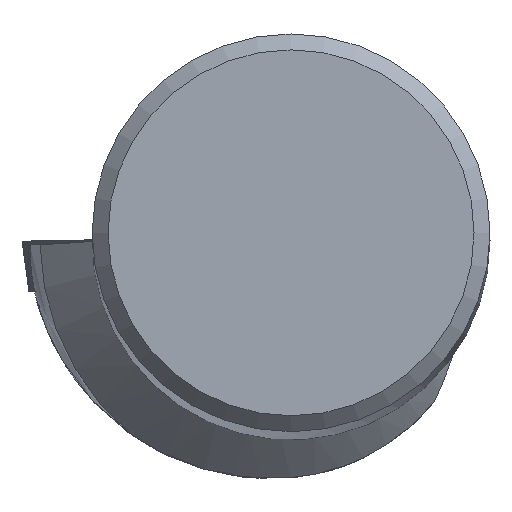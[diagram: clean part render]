
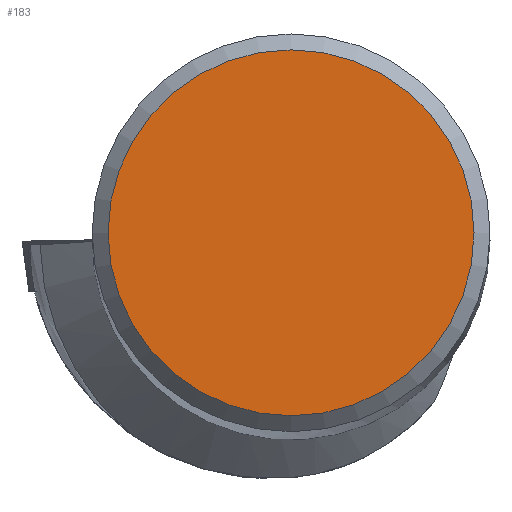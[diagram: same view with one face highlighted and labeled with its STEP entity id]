
A CAD part, top view. The second image highlights one B-rep face of the part: STEP entity #183.
In plain terms, the highlighted planar face has unit normal (0, 0, 1).
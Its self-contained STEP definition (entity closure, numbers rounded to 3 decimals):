
#152=FACE_OUTER_BOUND('',#334,.T.);
#183=ADVANCED_FACE('',(#152),#206,.T.);
#206=PLANE('',#782);
#334=EDGE_LOOP('',(#453));
#453=ORIENTED_EDGE('',*,*,#626,.T.);
#556=VERTEX_POINT('',#1251);
#626=EDGE_CURVE('',#556,#556,#664,.T.);
#664=CIRCLE('',#781,11.491);
#781=AXIS2_PLACEMENT_3D('',#1250,#926,#927);
#782=AXIS2_PLACEMENT_3D('',#1252,#928,#929);
#926=DIRECTION('',(0.,0.,1.));
#927=DIRECTION('',(1.,0.,0.));
#928=DIRECTION('',(0.,0.,1.));
#929=DIRECTION('',(1.,0.,0.));
#1250=CARTESIAN_POINT('',(0.,0.,0.));
#1251=CARTESIAN_POINT('',(11.491,0.,0.));
#1252=CARTESIAN_POINT('',(0.,0.,
0.));
